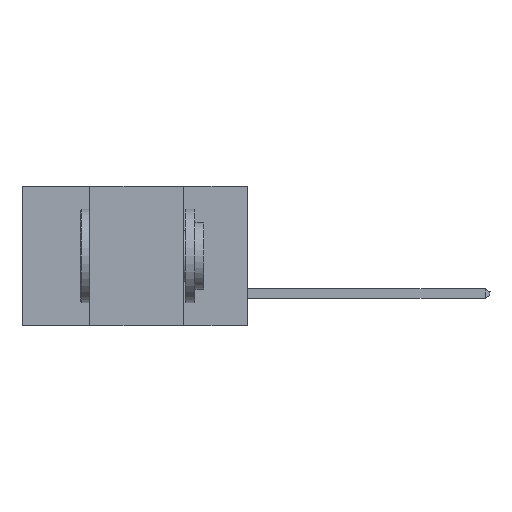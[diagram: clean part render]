
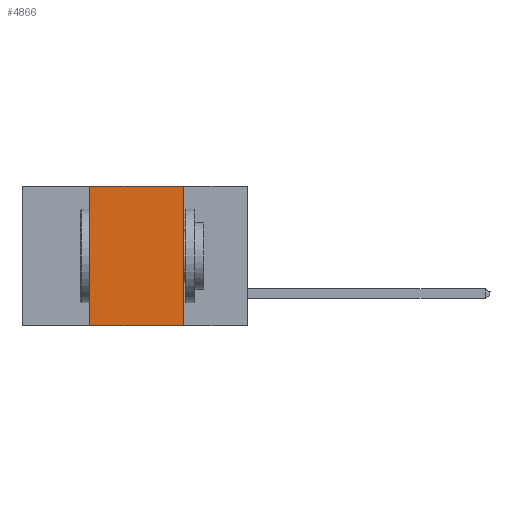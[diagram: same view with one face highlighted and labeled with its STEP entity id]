
A CAD part, left-side view. The second image highlights one B-rep face of the part: STEP entity #4866.
In plain terms, the highlighted planar face has unit normal (-1, 0, 0).
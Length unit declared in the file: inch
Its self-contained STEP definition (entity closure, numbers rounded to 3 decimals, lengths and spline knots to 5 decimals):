
#573 = EDGE_CURVE ( 'NONE', #1946, #9886, #11534, .T. ) ;
#643 = LINE ( 'NONE', #1517, #2242 ) ;
#711 = CARTESIAN_POINT ( 'NONE',  ( 0., 0.42, 0. ) ) ;
#1517 = CARTESIAN_POINT ( 'NONE',  ( 0., 0.42, -0.37 ) ) ;
#1819 = DIRECTION ( 'NONE',  ( 0., -1., 0. ) ) ;
#1857 = EDGE_CURVE ( 'NONE', #10337, #10874, #9737, .T. ) ;
#1946 = VERTEX_POINT ( 'NONE', #9905 ) ;
#2181 = VECTOR ( 'NONE', #8498, 39.37008 ) ;
#2242 = VECTOR ( 'NONE', #11397, 39.37008 ) ;
#2350 = CARTESIAN_POINT ( 'NONE',  ( 0., 0.17, -0.37 ) ) ;
#2592 = DIRECTION ( 'NONE',  ( 0., -1., 0. ) ) ;
#2940 = VECTOR ( 'NONE', #1819, 39.37008 ) ;
#3064 = ORIENTED_EDGE ( 'NONE', *, *, #3071, .F. ) ;
#3071 = EDGE_CURVE ( 'NONE', #1946, #10337, #643, .T. ) ;
#3255 = PLANE ( 'NONE',  #5641 ) ;
#3376 = ORIENTED_EDGE ( 'NONE', *, *, #9801, .F. ) ;
#3713 = VECTOR ( 'NONE', #2592, 39.37008 ) ;
#4866 = ADVANCED_FACE ( 'NONE', ( #5062 ), #3255, .F. ) ;
#5062 = FACE_OUTER_BOUND ( 'NONE', #10499, .T. ) ;
#5223 = ORIENTED_EDGE ( 'NONE', *, *, #1857, .F. ) ;
#5234 = CARTESIAN_POINT ( 'NONE',  ( 0., 0.6, 0. ) ) ;
#5641 = AXIS2_PLACEMENT_3D ( 'NONE', #5234, #8811, #9571 ) ;
#6263 = CARTESIAN_POINT ( 'NONE',  ( 0., 0.6, -0.37 ) ) ;
#6914 = CARTESIAN_POINT ( 'NONE',  ( 0., 0.17, -0.37 ) ) ;
#7556 = LINE ( 'NONE', #2350, #2181 ) ;
#8498 = DIRECTION ( 'NONE',  ( 0., 0., -1. ) ) ;
#8811 = DIRECTION ( 'NONE',  ( 1., 0., 0. ) ) ;
#9571 = DIRECTION ( 'NONE',  ( 0., 0., -1. ) ) ;
#9614 = CARTESIAN_POINT ( 'NONE',  ( 0., 0.6, 0. ) ) ;
#9737 = LINE ( 'NONE', #9614, #3713 ) ;
#9801 = EDGE_CURVE ( 'NONE', #10874, #9886, #7556, .T. ) ;
#9886 = VERTEX_POINT ( 'NONE', #6914 ) ;
#9905 = CARTESIAN_POINT ( 'NONE',  ( 0., 0.42, -0.37 ) ) ;
#9980 = CARTESIAN_POINT ( 'NONE',  ( 0., 0.17, 0. ) ) ;
#10337 = VERTEX_POINT ( 'NONE', #711 ) ;
#10499 = EDGE_LOOP ( 'NONE', ( #3376, #5223, #3064, #10578 ) ) ;
#10578 = ORIENTED_EDGE ( 'NONE', *, *, #573, .T. ) ;
#10874 = VERTEX_POINT ( 'NONE', #9980 ) ;
#11397 = DIRECTION ( 'NONE',  ( 0., 0., 1. ) ) ;
#11534 = LINE ( 'NONE', #6263, #2940 ) ;
